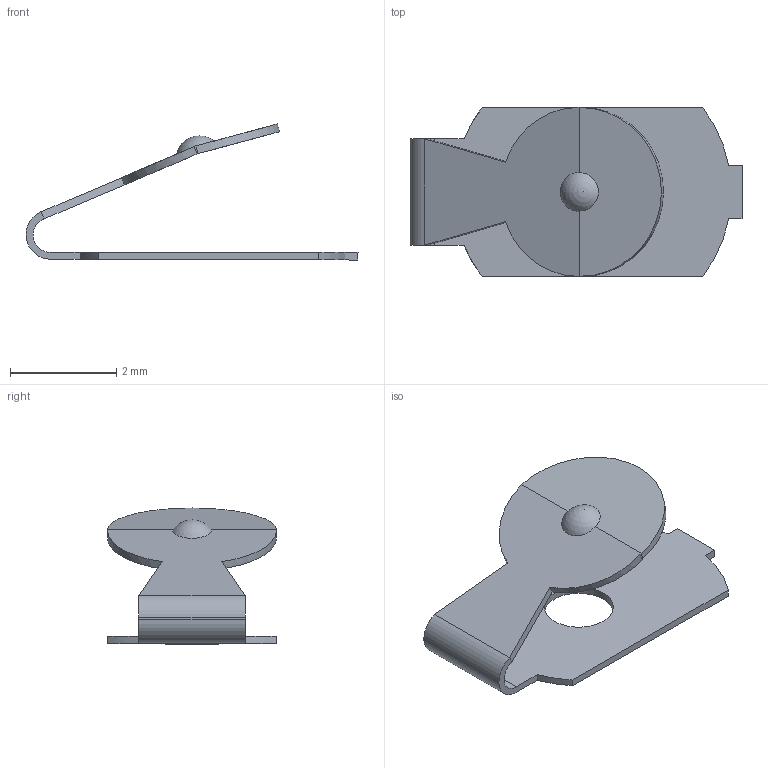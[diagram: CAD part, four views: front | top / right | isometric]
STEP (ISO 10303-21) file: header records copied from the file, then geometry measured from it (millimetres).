
FILE_DESCRIPTION(/* description */ (''),/* implementation_level */ '2;1');
FILE_NAME(/* name */ 'harwin shield finger v7.step',/* time_stamp */ '2021-07-08T11:26:53-07:00',/* author */ (''),/* organization */ (''),/* preprocessor_version */ 'ST-DEVELOPER v18.1',/* originating_system */ 'Autodesk Translation Framework v10.9.0.1377',/* authorisation */ '');
FILE_SCHEMA (('AUTOMOTIVE_DESIGN { 1 0 10303 214 3 1 1 }'));
Length unit declared in the file: millimetre
Products named in the file (1): harwin shield finger
Bounding box: 6.25 x 3.18 x 2.56 mm (x, y, z)
Volume: 4 mm3; surface area: 60.8 mm2
Topology: 1 solids, 1 shells, 30 faces, 81 edges, 52 vertices
Faces by surface type: plane 18, cylinder 11, sphere 1
Full cylindrical faces by diameter (mm): 1.3 x1
Entity records: 982 total; most frequent: DIRECTION 168, CARTESIAN_POINT 163, ORIENTED_EDGE 160, EDGE_CURVE 80, AXIS2_PLACEMENT_3D 57, LINE 54, VECTOR 54, VERTEX_POINT 52
